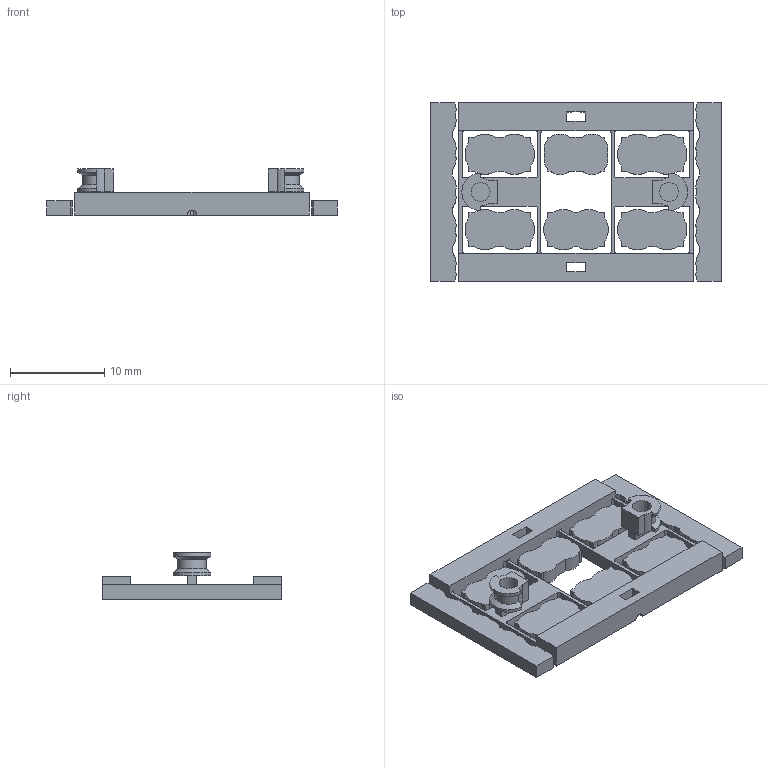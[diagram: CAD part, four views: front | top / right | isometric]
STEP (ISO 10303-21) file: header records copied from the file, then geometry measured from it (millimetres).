
FILE_DESCRIPTION(/* description */ (''),/* implementation_level */ '2;1');
FILE_NAME(/* name */ '20mm stiff',/* time_stamp */ '2025-06-25T00:05:12-04:00',/* author */ (''),/* organization */ (''),/* preprocessor_version */ 'ST-DEVELOPER v19.2',/* originating_system */ 'Rhino 8.20',/* authorisation */ '');
FILE_SCHEMA (('CONFIG_CONTROL_DESIGN'));
Length unit declared in the file: millimetre
Products named in the file (1): Document
Bounding box: 30.88 x 19 x 4.9 mm (x, y, z)
Volume: 869.2 mm3; surface area: 1869.7 mm2
Topology: 9 solids, 9 shells, 252 faces, 700 edges, 464 vertices
Faces by surface type: plane 152, cylinder 76, bspline 24
Entity records: 7836 total; most frequent: CARTESIAN_POINT 2446, ORIENTED_EDGE 1400, EDGE_CURVE 700, DIRECTION 536, B_SPLINE_CURVE_WITH_KNOTS 494, VERTEX_POINT 464, AXIS2_PLACEMENT_3D 382, EDGE_LOOP 264
